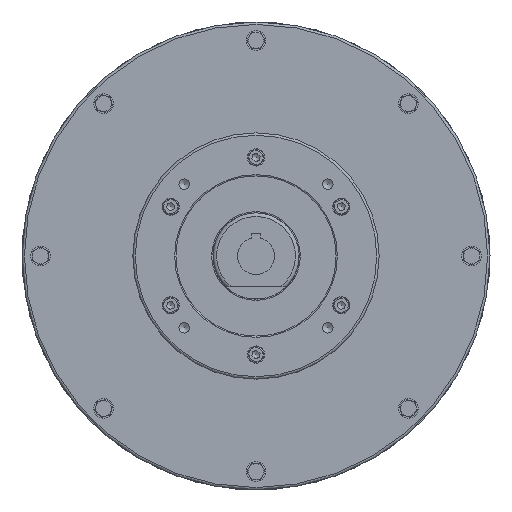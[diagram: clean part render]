
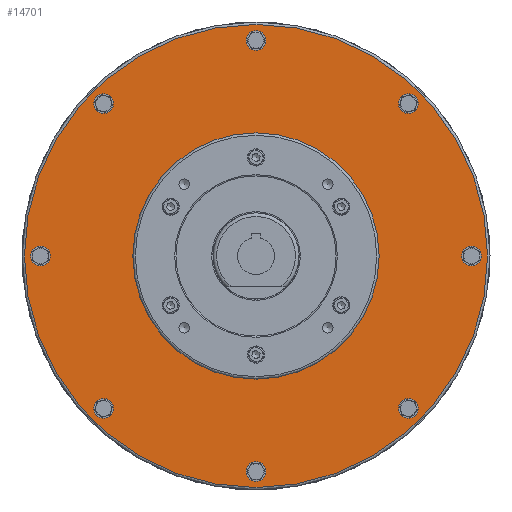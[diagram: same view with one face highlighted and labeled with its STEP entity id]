
A CAD part, left-side view. The second image highlights one B-rep face of the part: STEP entity #14701.
In plain terms, the highlighted planar face has unit normal (-1, 0, 0).
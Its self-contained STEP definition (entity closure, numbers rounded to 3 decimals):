
#2539=FACE_BOUND('',#4677,.T.);
#2540=FACE_BOUND('',#4678,.T.);
#2541=FACE_BOUND('',#4679,.T.);
#2542=FACE_BOUND('',#4680,.T.);
#2543=FACE_BOUND('',#4681,.T.);
#2544=FACE_BOUND('',#4682,.T.);
#2545=FACE_BOUND('',#4683,.T.);
#2546=FACE_BOUND('',#4684,.T.);
#2547=FACE_BOUND('',#4685,.T.);
#3357=FACE_OUTER_BOUND('',#4676,.T.);
#4676=EDGE_LOOP('',(#10928));
#4677=EDGE_LOOP('',(#10929));
#4678=EDGE_LOOP('',(#10930));
#4679=EDGE_LOOP('',(#10931));
#4680=EDGE_LOOP('',(#10932));
#4681=EDGE_LOOP('',(#10933));
#4682=EDGE_LOOP('',(#10934));
#4683=EDGE_LOOP('',(#10935));
#4684=EDGE_LOOP('',(#10936));
#4685=EDGE_LOOP('',(#10937));
#5775=CIRCLE('',#15783,8.);
#5792=CIRCLE('',#15825,8.);
#5798=CIRCLE('',#15835,8.);
#5815=CIRCLE('',#15877,8.);
#5821=CIRCLE('',#15887,8.);
#5838=CIRCLE('',#15929,8.);
#5844=CIRCLE('',#15939,8.);
#5861=CIRCLE('',#15981,8.);
#5883=CIRCLE('',#16049,188.);
#5884=CIRCLE('',#16050,60.);
#6715=VERTEX_POINT('',#22555);
#6744=VERTEX_POINT('',#22674);
#6750=VERTEX_POINT('',#22690);
#6779=VERTEX_POINT('',#22809);
#6785=VERTEX_POINT('',#22825);
#6814=VERTEX_POINT('',#22944);
#6820=VERTEX_POINT('',#22960);
#6849=VERTEX_POINT('',#23079);
#6907=VERTEX_POINT('',#23313);
#6908=VERTEX_POINT('',#23315);
#8146=EDGE_CURVE('',#6715,#6715,#5775,.T.);
#8187=EDGE_CURVE('',#6744,#6744,#5792,.T.);
#8193=EDGE_CURVE('',#6750,#6750,#5798,.T.);
#8234=EDGE_CURVE('',#6779,#6779,#5815,.T.);
#8240=EDGE_CURVE('',#6785,#6785,#5821,.T.);
#8281=EDGE_CURVE('',#6814,#6814,#5838,.T.);
#8287=EDGE_CURVE('',#6820,#6820,#5844,.T.);
#8328=EDGE_CURVE('',#6849,#6849,#5861,.T.);
#8410=EDGE_CURVE('',#6907,#6907,#5883,.T.);
#8411=EDGE_CURVE('',#6908,#6908,#5884,.T.);
#10928=ORIENTED_EDGE('',*,*,#8410,.T.);
#10929=ORIENTED_EDGE('',*,*,#8146,.T.);
#10930=ORIENTED_EDGE('',*,*,#8187,.T.);
#10931=ORIENTED_EDGE('',*,*,#8193,.T.);
#10932=ORIENTED_EDGE('',*,*,#8234,.T.);
#10933=ORIENTED_EDGE('',*,*,#8240,.T.);
#10934=ORIENTED_EDGE('',*,*,#8281,.T.);
#10935=ORIENTED_EDGE('',*,*,#8287,.T.);
#10936=ORIENTED_EDGE('',*,*,#8328,.T.);
#10937=ORIENTED_EDGE('',*,*,#8411,.T.);
#12957=PLANE('',#16048);
#14701=ADVANCED_FACE('',(#3357,#2539,#2540,#2541,#2542,#2543,#2544,#2545,
#2546,#2547),#12957,.F.);
#15783=AXIS2_PLACEMENT_3D('',#22556,#18374,#18375);
#15825=AXIS2_PLACEMENT_3D('',#22675,#18470,#18471);
#15835=AXIS2_PLACEMENT_3D('',#22691,#18490,#18491);
#15877=AXIS2_PLACEMENT_3D('',#22810,#18586,#18587);
#15887=AXIS2_PLACEMENT_3D('',#22826,#18606,#18607);
#15929=AXIS2_PLACEMENT_3D('',#22945,#18702,#18703);
#15939=AXIS2_PLACEMENT_3D('',#22961,#18722,#18723);
#15981=AXIS2_PLACEMENT_3D('',#23080,#18818,#18819);
#16048=AXIS2_PLACEMENT_3D('',#23312,#18988,#18989);
#16049=AXIS2_PLACEMENT_3D('',#23314,#18990,#18991);
#16050=AXIS2_PLACEMENT_3D('',#23316,#18992,#18993);
#18374=DIRECTION('center_axis',(1.,0.,0.));
#18375=DIRECTION('ref_axis',(0.,0.707,-0.707));
#18470=DIRECTION('center_axis',(1.,0.,0.));
#18471=DIRECTION('ref_axis',(0.,0.,
-1.));
#18490=DIRECTION('center_axis',(1.,0.,0.));
#18491=DIRECTION('ref_axis',(0.,-0.707,-0.707));
#18586=DIRECTION('center_axis',(1.,0.,0.));
#18587=DIRECTION('ref_axis',(0.,-1.,0.));
#18606=DIRECTION('center_axis',(1.,0.,0.));
#18607=DIRECTION('ref_axis',(0.,-0.707,0.707));
#18702=DIRECTION('center_axis',(1.,0.,0.));
#18703=DIRECTION('ref_axis',(0.,0.,
1.));
#18722=DIRECTION('center_axis',(1.,0.,0.));
#18723=DIRECTION('ref_axis',(0.,0.707,0.707));
#18818=DIRECTION('center_axis',(1.,0.,0.));
#18819=DIRECTION('ref_axis',(0.,1.,0.));
#18988=DIRECTION('center_axis',(1.,0.,0.));
#18989=DIRECTION('ref_axis',(0.,0.,1.));
#18990=DIRECTION('center_axis',(-1.,0.,0.));
#18991=DIRECTION('ref_axis',(0.,0.,
-1.));
#18992=DIRECTION('center_axis',(1.,0.,0.));
#18993=DIRECTION('ref_axis',(0.,-1.,0.));
#22555=CARTESIAN_POINT('',(-442.85,118.087,129.401));
#22556=CARTESIAN_POINT('Origin',(-442.85,123.744,123.744));
#22674=CARTESIAN_POINT('',(-442.85,175.,8.));
#22675=CARTESIAN_POINT('Origin',(-442.85,175.,0.));
#22690=CARTESIAN_POINT('',(-442.85,129.401,-118.087));
#22691=CARTESIAN_POINT('Origin',(-442.85,123.744,-123.744));
#22809=CARTESIAN_POINT('',(-442.85,8.,-175.));
#22810=CARTESIAN_POINT('Origin',(-442.85,0.,
-175.));
#22825=CARTESIAN_POINT('',(-442.85,-118.087,-129.401));
#22826=CARTESIAN_POINT('Origin',(-442.85,-123.744,-123.744));
#22944=CARTESIAN_POINT('',(-442.85,-175.,-8.));
#22945=CARTESIAN_POINT('Origin',(-442.85,-175.,0.));
#22960=CARTESIAN_POINT('',(-442.85,-129.401,118.087));
#22961=CARTESIAN_POINT('Origin',(-442.85,-123.744,123.744));
#23079=CARTESIAN_POINT('',(-442.85,-8.,175.));
#23080=CARTESIAN_POINT('Origin',(-442.85,0.,
175.));
#23312=CARTESIAN_POINT('Origin',(-442.85,0.,
44.8));
#23313=CARTESIAN_POINT('',(-442.85,0.,188.));
#23314=CARTESIAN_POINT('Origin',(-442.85,0.,
0.));
#23315=CARTESIAN_POINT('',(-442.85,0.,60.));
#23316=CARTESIAN_POINT('Origin',(-442.85,0.,
0.));
